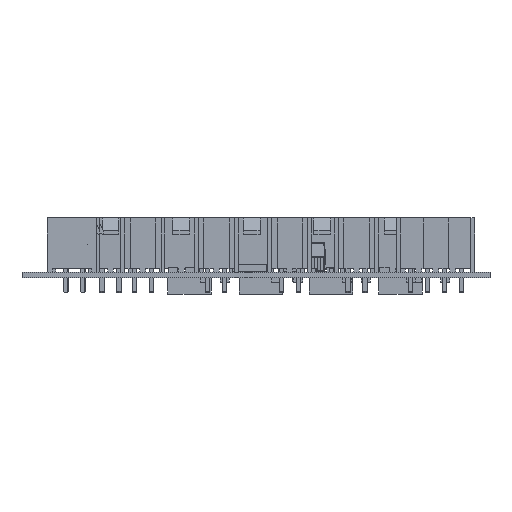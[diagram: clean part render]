
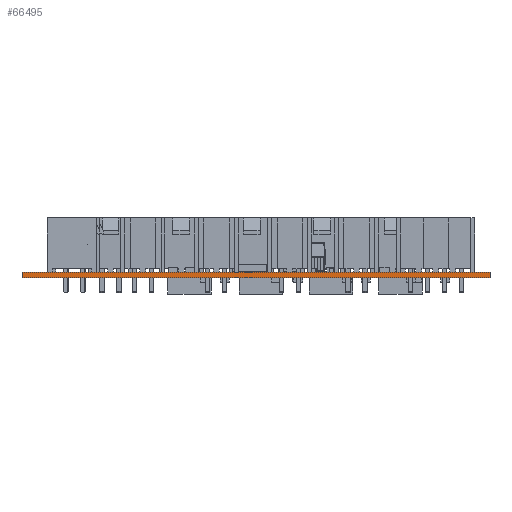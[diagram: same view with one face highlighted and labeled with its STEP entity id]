
A CAD part, left-side view. The second image highlights one B-rep face of the part: STEP entity #66495.
In plain terms, the highlighted planar face has unit normal (-1, 0, 0).
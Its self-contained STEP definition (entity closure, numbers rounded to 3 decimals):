
#66397 = EDGE_CURVE('',#66398,#66400,#66402,.T.);
#66398 = VERTEX_POINT('',#66399);
#66399 = CARTESIAN_POINT('',(-1.,0.,-0.798));
#66400 = VERTEX_POINT('',#66401);
#66401 = CARTESIAN_POINT('',(-1.,0.,0.));
#66402 = LINE('',#66403,#66404);
#66403 = CARTESIAN_POINT('',(-1.,0.,-0.798));
#66404 = VECTOR('',#66405,1.);
#66405 = DIRECTION('',(0.,0.,1.));
#66470 = VERTEX_POINT('',#66471);
#66471 = CARTESIAN_POINT('',(-1.,70.104,0.));
#66477 = EDGE_CURVE('',#66478,#66470,#66480,.T.);
#66478 = VERTEX_POINT('',#66479);
#66479 = CARTESIAN_POINT('',(-1.,70.104,-0.798));
#66480 = LINE('',#66481,#66482);
#66481 = CARTESIAN_POINT('',(-1.,70.104,-0.798));
#66482 = VECTOR('',#66483,1.);
#66483 = DIRECTION('',(0.,0.,1.));
#66495 = ADVANCED_FACE('',(#66496),#66512,.F.);
#66496 = FACE_BOUND('',#66497,.F.);
#66497 = EDGE_LOOP('',(#66498,#66499,#66505,#66506));
#66498 = ORIENTED_EDGE('',*,*,#66477,.T.);
#66499 = ORIENTED_EDGE('',*,*,#66500,.T.);
#66500 = EDGE_CURVE('',#66470,#66400,#66501,.T.);
#66501 = LINE('',#66502,#66503);
#66502 = CARTESIAN_POINT('',(-1.,70.104,0.));
#66503 = VECTOR('',#66504,1.);
#66504 = DIRECTION('',(0.,-1.,0.));
#66505 = ORIENTED_EDGE('',*,*,#66397,.F.);
#66506 = ORIENTED_EDGE('',*,*,#66507,.F.);
#66507 = EDGE_CURVE('',#66478,#66398,#66508,.T.);
#66508 = LINE('',#66509,#66510);
#66509 = CARTESIAN_POINT('',(-1.,70.104,-0.798));
#66510 = VECTOR('',#66511,1.);
#66511 = DIRECTION('',(0.,-1.,0.));
#66512 = PLANE('',#66513);
#66513 = AXIS2_PLACEMENT_3D('',#66514,#66515,#66516);
#66514 = CARTESIAN_POINT('',(-1.,70.104,-0.798));
#66515 = DIRECTION('',(1.,0.,0.));
#66516 = DIRECTION('',(0.,-1.,0.));
